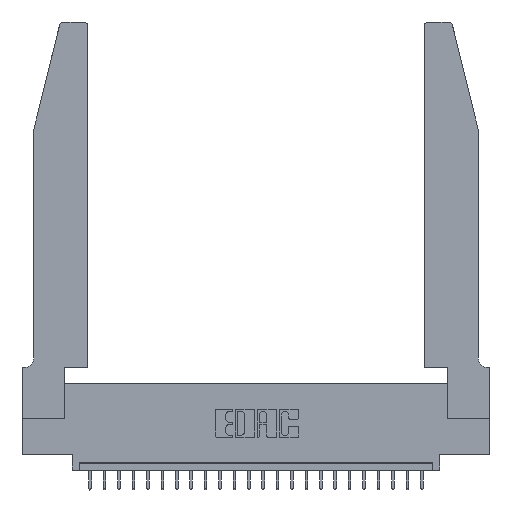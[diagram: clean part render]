
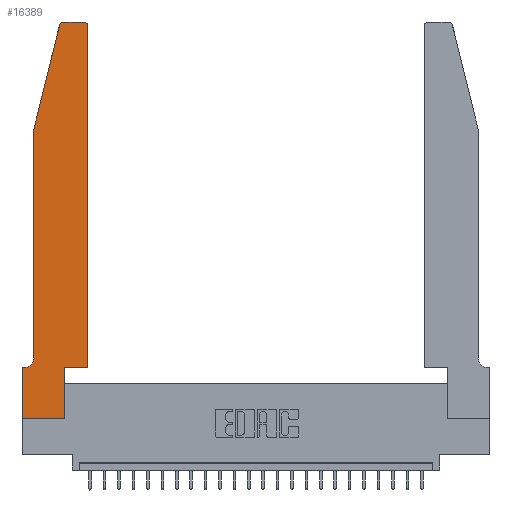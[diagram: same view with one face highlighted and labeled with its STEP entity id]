
A CAD part, top view. The second image highlights one B-rep face of the part: STEP entity #16389.
In plain terms, the highlighted planar face has unit normal (0, 0, 1).
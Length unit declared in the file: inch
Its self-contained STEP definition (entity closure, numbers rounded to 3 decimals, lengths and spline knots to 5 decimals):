
#73 = VECTOR ( 'NONE', #3309, 39.37008 ) ;
#1306 = ORIENTED_EDGE ( 'NONE', *, *, #24089, .T. ) ;
#1395 = AXIS2_PLACEMENT_3D ( 'NONE', #19505, #9713, #17576 ) ;
#1654 = LINE ( 'NONE', #7607, #24521 ) ;
#1706 = EDGE_CURVE ( 'NONE', #23022, #7954, #20566, .T. ) ;
#1995 = ORIENTED_EDGE ( 'NONE', *, *, #9411, .T. ) ;
#2733 = CIRCLE ( 'NONE', #4399, 0.03 ) ;
#2875 = DIRECTION ( 'NONE',  ( -0.239, -0.971, 0. ) ) ;
#2988 = EDGE_CURVE ( 'NONE', #23866, #23022, #9201, .T. ) ;
#3156 = EDGE_CURVE ( 'NONE', #9395, #11923, #12512, .T. ) ;
#3309 = DIRECTION ( 'NONE',  ( 1., 0., 0. ) ) ;
#3346 = CARTESIAN_POINT ( 'NONE',  ( 0.25487, 2.72718, 0.37 ) ) ;
#4001 = VERTEX_POINT ( 'NONE', #13771 ) ;
#4387 = ORIENTED_EDGE ( 'NONE', *, *, #21130, .T. ) ;
#4399 = AXIS2_PLACEMENT_3D ( 'NONE', #10940, #24348, #12354 ) ;
#4729 = ORIENTED_EDGE ( 'NONE', *, *, #25185, .T. ) ;
#4857 = DIRECTION ( 'NONE',  ( 0., 1., 0. ) ) ;
#4982 = DIRECTION ( 'NONE',  ( 1., 0., 0. ) ) ;
#5799 = CARTESIAN_POINT ( 'NONE',  ( 0.2865, 0.35, 0.37 ) ) ;
#5876 = VERTEX_POINT ( 'NONE', #14969 ) ;
#6164 = DIRECTION ( 'NONE',  ( 0., 0., 1. ) ) ;
#6332 = DIRECTION ( 'NONE',  ( 1., 0., 0. ) ) ;
#6644 = CARTESIAN_POINT ( 'NONE',  ( 0., 0.35, 0.37 ) ) ;
#7017 = CARTESIAN_POINT ( 'NONE',  ( 0.0755, 0.42, 0.37 ) ) ;
#7100 = DIRECTION ( 'NONE',  ( 0., -1., 0. ) ) ;
#7394 = ORIENTED_EDGE ( 'NONE', *, *, #3156, .T. ) ;
#7537 = ORIENTED_EDGE ( 'NONE', *, *, #18861, .T. ) ;
#7607 = CARTESIAN_POINT ( 'NONE',  ( 0.0755, 2., 0.37 ) ) ;
#7954 = VERTEX_POINT ( 'NONE', #13977 ) ;
#8196 = ORIENTED_EDGE ( 'NONE', *, *, #2988, .T. ) ;
#8335 = FACE_OUTER_BOUND ( 'NONE', #23475, .T. ) ;
#8466 = VECTOR ( 'NONE', #11913, 39.37008 ) ;
#8727 = CARTESIAN_POINT ( 'NONE',  ( 0.4505, 0.35, 0.37 ) ) ;
#9201 = LINE ( 'NONE', #14866, #20351 ) ;
#9246 = CARTESIAN_POINT ( 'NONE',  ( 0., 0., 0.37 ) ) ;
#9395 = VERTEX_POINT ( 'NONE', #7017 ) ;
#9411 = EDGE_CURVE ( 'NONE', #12179, #5876, #10726, .T. ) ;
#9635 = AXIS2_PLACEMENT_3D ( 'NONE', #11966, #16100, #6332 ) ;
#9713 = DIRECTION ( 'NONE',  ( 0., 0., -1. ) ) ;
#10064 = VECTOR ( 'NONE', #2875, 39.37008 ) ;
#10119 = CARTESIAN_POINT ( 'NONE',  ( 0.2865, 0.35, 0.37 ) ) ;
#10726 = LINE ( 'NONE', #22327, #18966 ) ;
#10940 = CARTESIAN_POINT ( 'NONE',  ( 0.4205, 2.72, 0.37 ) ) ;
#11633 = EDGE_CURVE ( 'NONE', #22985, #24178, #24823, .T. ) ;
#11749 = AXIS2_PLACEMENT_3D ( 'NONE', #17846, #6164, #20308 ) ;
#11913 = DIRECTION ( 'NONE',  ( 0., 1., 0. ) ) ;
#11923 = VERTEX_POINT ( 'NONE', #14500 ) ;
#11966 = CARTESIAN_POINT ( 'NONE',  ( 0.284, 2.72, 0.37 ) ) ;
#12179 = VERTEX_POINT ( 'NONE', #25316 ) ;
#12354 = DIRECTION ( 'NONE',  ( 1., 0., 0. ) ) ;
#12512 = CIRCLE ( 'NONE', #1395, 0.07 ) ;
#12829 = CARTESIAN_POINT ( 'NONE',  ( 0., 0., 0.37 ) ) ;
#12990 = CARTESIAN_POINT ( 'NONE',  ( 0.0755, 0.35, 0.37 ) ) ;
#13771 = CARTESIAN_POINT ( 'NONE',  ( 0.0755, 2., 0.37 ) ) ;
#13977 = CARTESIAN_POINT ( 'NONE',  ( 0.4505, 2.72, 0.37 ) ) ;
#14231 = ORIENTED_EDGE ( 'NONE', *, *, #1706, .T. ) ;
#14401 = EDGE_CURVE ( 'NONE', #20473, #22985, #24717, .T. ) ;
#14500 = CARTESIAN_POINT ( 'NONE',  ( 0.0055, 0.35, 0.37 ) ) ;
#14668 = DIRECTION ( 'NONE',  ( -1., 0., 0. ) ) ;
#14866 = CARTESIAN_POINT ( 'NONE',  ( 0.4505, 0.35, 0.37 ) ) ;
#14969 = CARTESIAN_POINT ( 'NONE',  ( 0.284, 2.75, 0.37 ) ) ;
#15426 = ORIENTED_EDGE ( 'NONE', *, *, #14401, .T. ) ;
#15790 = LINE ( 'NONE', #10119, #8466 ) ;
#16100 = DIRECTION ( 'NONE',  ( 0., 0., 1. ) ) ;
#16168 = ORIENTED_EDGE ( 'NONE', *, *, #22503, .T. ) ;
#16389 = ADVANCED_FACE ( 'NONE', ( #8335 ), #21846, .T. ) ;
#16674 = LINE ( 'NONE', #24899, #10064 ) ;
#16976 = LINE ( 'NONE', #12990, #21654 ) ;
#17120 = CARTESIAN_POINT ( 'NONE',  ( 0., 0., 0.37 ) ) ;
#17132 = DIRECTION ( 'NONE',  ( 0., -1., 0. ) ) ;
#17576 = DIRECTION ( 'NONE',  ( -1., 0., 0. ) ) ;
#17846 = CARTESIAN_POINT ( 'NONE',  ( 0., 0.35, 0.37 ) ) ;
#18640 = ORIENTED_EDGE ( 'NONE', *, *, #11633, .T. ) ;
#18861 = EDGE_CURVE ( 'NONE', #4001, #9395, #1654, .T. ) ;
#18966 = VECTOR ( 'NONE', #20288, 39.37008 ) ;
#19505 = CARTESIAN_POINT ( 'NONE',  ( 0.0055, 0.42, 0.37 ) ) ;
#20288 = DIRECTION ( 'NONE',  ( -1., 0., 0. ) ) ;
#20308 = DIRECTION ( 'NONE',  ( 1., 0., 0. ) ) ;
#20351 = VECTOR ( 'NONE', #4982, 39.37008 ) ;
#20473 = VERTEX_POINT ( 'NONE', #6644 ) ;
#20566 = LINE ( 'NONE', #22483, #21134 ) ;
#20742 = VECTOR ( 'NONE', #7100, 39.37008 ) ;
#20772 = CIRCLE ( 'NONE', #9635, 0.03 ) ;
#21101 = VERTEX_POINT ( 'NONE', #3346 ) ;
#21130 = EDGE_CURVE ( 'NONE', #5876, #21101, #20772, .T. ) ;
#21134 = VECTOR ( 'NONE', #4857, 39.37008 ) ;
#21599 = EDGE_CURVE ( 'NONE', #21101, #4001, #16674, .T. ) ;
#21654 = VECTOR ( 'NONE', #14668, 39.37008 ) ;
#21846 = PLANE ( 'NONE',  #11749 ) ;
#22327 = CARTESIAN_POINT ( 'NONE',  ( 0.2605, 2.75, 0.37 ) ) ;
#22483 = CARTESIAN_POINT ( 'NONE',  ( 0.4505, 0.35, 0.37 ) ) ;
#22503 = EDGE_CURVE ( 'NONE', #11923, #20473, #16976, .T. ) ;
#22985 = VERTEX_POINT ( 'NONE', #12829 ) ;
#23022 = VERTEX_POINT ( 'NONE', #8727 ) ;
#23475 = EDGE_LOOP ( 'NONE', ( #1995, #4387, #25382, #7537, #7394, #16168, #15426, #18640, #1306, #8196, #14231, #4729 ) ) ;
#23866 = VERTEX_POINT ( 'NONE', #5799 ) ;
#24089 = EDGE_CURVE ( 'NONE', #24178, #23866, #15790, .T. ) ;
#24178 = VERTEX_POINT ( 'NONE', #24656 ) ;
#24348 = DIRECTION ( 'NONE',  ( 0., 0., 1. ) ) ;
#24521 = VECTOR ( 'NONE', #17132, 39.37008 ) ;
#24656 = CARTESIAN_POINT ( 'NONE',  ( 0.2865, 0., 0.37 ) ) ;
#24717 = LINE ( 'NONE', #17120, #20742 ) ;
#24823 = LINE ( 'NONE', #9246, #73 ) ;
#24899 = CARTESIAN_POINT ( 'NONE',  ( 0.0755, 2., 0.37 ) ) ;
#25185 = EDGE_CURVE ( 'NONE', #7954, #12179, #2733, .T. ) ;
#25316 = CARTESIAN_POINT ( 'NONE',  ( 0.4205, 2.75, 0.37 ) ) ;
#25382 = ORIENTED_EDGE ( 'NONE', *, *, #21599, .T. ) ;
